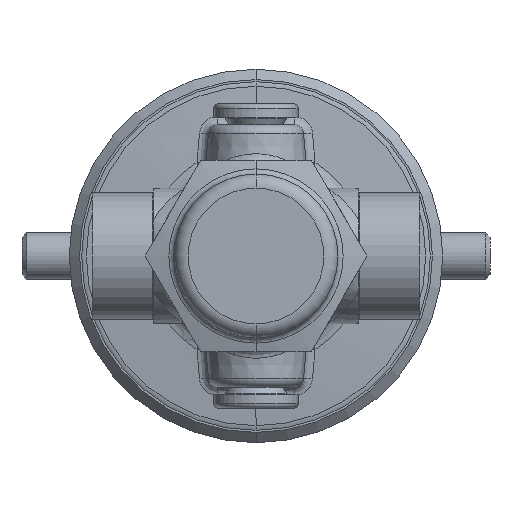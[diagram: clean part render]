
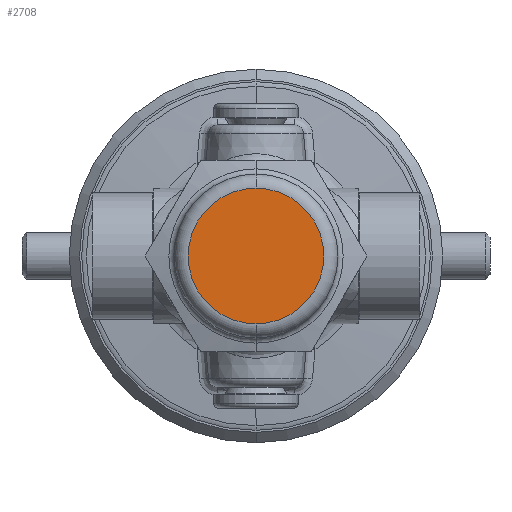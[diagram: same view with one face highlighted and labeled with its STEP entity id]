
A CAD part, front view. The second image highlights one B-rep face of the part: STEP entity #2708.
In plain terms, the highlighted planar face has unit normal (0, -1, 0).
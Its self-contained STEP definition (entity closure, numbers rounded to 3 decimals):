
#168 = ORIENTED_EDGE ( 'NONE', *, *, #5340, .F. ) ;
#476 = CARTESIAN_POINT ( 'NONE',  ( 0., -48., 0. ) ) ;
#1360 = EDGE_LOOP ( 'NONE', ( #11335, #168 ) ) ;
#1595 = DIRECTION ( 'NONE',  ( 0., 0., -1. ) ) ;
#2316 = EDGE_CURVE ( 'NONE', #10138, #7178, #8056, .T. ) ;
#2708 = ADVANCED_FACE ( 'NONE', ( #3441 ), #12537, .F. ) ;
#3271 = CARTESIAN_POINT ( 'NONE',  ( 0., -48., 14.5 ) ) ;
#3441 = FACE_OUTER_BOUND ( 'NONE', #1360, .T. ) ;
#5340 = EDGE_CURVE ( 'NONE', #7178, #10138, #9793, .T. ) ;
#5762 = AXIS2_PLACEMENT_3D ( 'NONE', #10328, #12685, #8674 ) ;
#6925 = CARTESIAN_POINT ( 'NONE',  ( 0., -48., -14.5 ) ) ;
#6971 = DIRECTION ( 'NONE',  ( 0., 1., 0. ) ) ;
#7178 = VERTEX_POINT ( 'NONE', #3271 ) ;
#7756 = AXIS2_PLACEMENT_3D ( 'NONE', #10567, #6971, #13400 ) ;
#7976 = AXIS2_PLACEMENT_3D ( 'NONE', #476, #8378, #1595 ) ;
#8056 = CIRCLE ( 'NONE', #5762, 14.5 ) ;
#8378 = DIRECTION ( 'NONE',  ( 0., 1., 0. ) ) ;
#8674 = DIRECTION ( 'NONE',  ( 0., 0., -1. ) ) ;
#9793 = CIRCLE ( 'NONE', #7976, 14.5 ) ;
#10138 = VERTEX_POINT ( 'NONE', #6925 ) ;
#10328 = CARTESIAN_POINT ( 'NONE',  ( 0., -48., 0. ) ) ;
#10567 = CARTESIAN_POINT ( 'NONE',  ( 0., -48., 0. ) ) ;
#11335 = ORIENTED_EDGE ( 'NONE', *, *, #2316, .F. ) ;
#12537 = PLANE ( 'NONE',  #7756 ) ;
#12685 = DIRECTION ( 'NONE',  ( 0., 1., 0. ) ) ;
#13400 = DIRECTION ( 'NONE',  ( 0., 0., -1. ) ) ;
